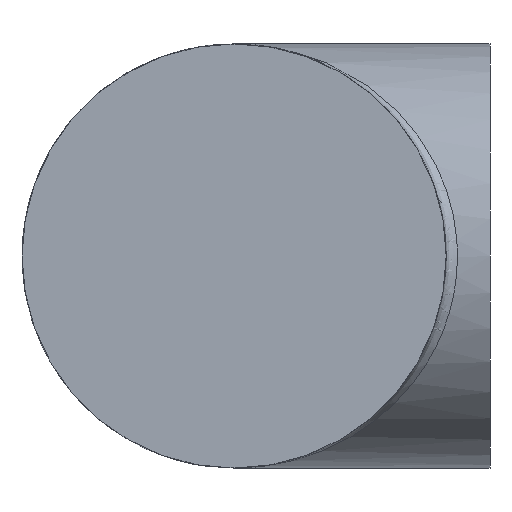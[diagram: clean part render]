
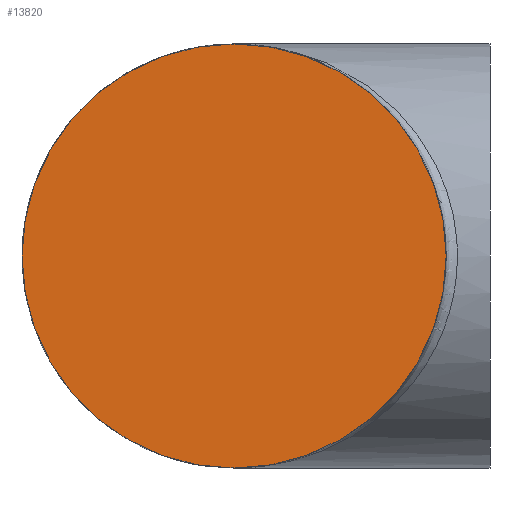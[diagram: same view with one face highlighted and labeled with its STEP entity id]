
A CAD part, front view. The second image highlights one B-rep face of the part: STEP entity #13820.
In plain terms, the highlighted planar face has unit normal (0, -1, 0).
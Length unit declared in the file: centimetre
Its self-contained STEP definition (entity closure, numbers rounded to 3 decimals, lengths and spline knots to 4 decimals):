
#99 = CARTESIAN_POINT ( 'NONE',  ( 0., -4.155, -3.75 ) ) ;
#1124 = AXIS2_PLACEMENT_3D ( 'NONE', #11288, #21526, #21398 ) ;
#2053 = CARTESIAN_POINT ( 'NONE',  ( 0., -4.155, 0. ) ) ;
#3268 = EDGE_LOOP ( 'NONE', ( #6483, #14624 ) ) ;
#3557 = PLANE ( 'NONE',  #1124 ) ;
#4156 = AXIS2_PLACEMENT_3D ( 'NONE', #2053, #6309, #18301 ) ;
#6300 = EDGE_CURVE ( 'NONE', #14363, #13638, #22588, .T. ) ;
#6309 = DIRECTION ( 'NONE',  ( 0., 1., 0. ) ) ;
#6483 = ORIENTED_EDGE ( 'NONE', *, *, #6300, .F. ) ;
#8764 = EDGE_CURVE ( 'NONE', #13638, #14363, #22871, .T. ) ;
#8978 = AXIS2_PLACEMENT_3D ( 'NONE', #11921, #14060, #22154 ) ;
#11288 = CARTESIAN_POINT ( 'NONE',  ( 0., -4.155, 0. ) ) ;
#11921 = CARTESIAN_POINT ( 'NONE',  ( 0., -4.155, 0. ) ) ;
#13638 = VERTEX_POINT ( 'NONE', #99 ) ;
#13820 = ADVANCED_FACE ( 'NONE', ( #15432 ), #3557, .T. ) ;
#14060 = DIRECTION ( 'NONE',  ( 0., 1., 0. ) ) ;
#14363 = VERTEX_POINT ( 'NONE', #23417 ) ;
#14624 = ORIENTED_EDGE ( 'NONE', *, *, #8764, .F. ) ;
#15432 = FACE_OUTER_BOUND ( 'NONE', #3268, .T. ) ;
#18301 = DIRECTION ( 'NONE',  ( 0., 0., 1. ) ) ;
#21398 = DIRECTION ( 'NONE',  ( 0., 0., -1. ) ) ;
#21526 = DIRECTION ( 'NONE',  ( 0., -1., 0. ) ) ;
#22154 = DIRECTION ( 'NONE',  ( 0., 0., 1. ) ) ;
#22588 = CIRCLE ( 'NONE', #8978, 3.75 ) ;
#22871 = CIRCLE ( 'NONE', #4156, 3.75 ) ;
#23417 = CARTESIAN_POINT ( 'NONE',  ( 0., -4.155, 3.75 ) ) ;
